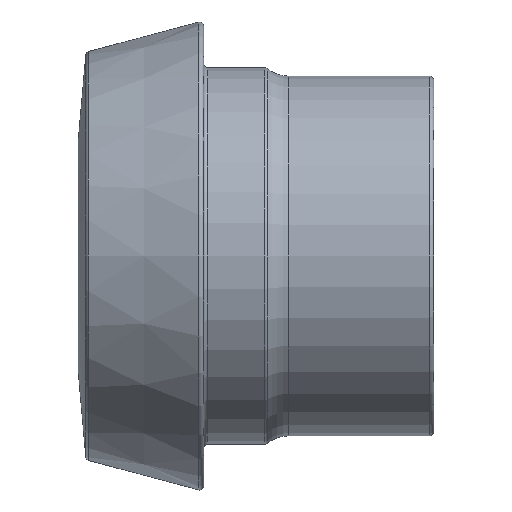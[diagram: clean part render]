
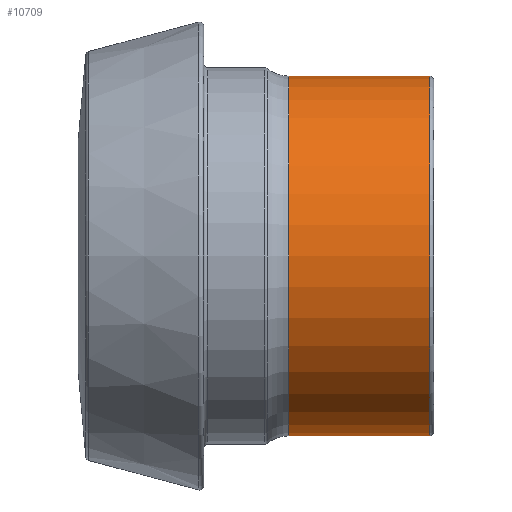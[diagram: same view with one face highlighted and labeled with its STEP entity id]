
A CAD part, front view. The second image highlights one B-rep face of the part: STEP entity #10709.
In plain terms, the highlighted cylindrical face has radius 8.6 mm (diameter 17.2 mm), a partial arc.
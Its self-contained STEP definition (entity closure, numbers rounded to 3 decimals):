
#204 = DIRECTION ( 'NONE',  ( 0., 0., 1. ) ) ;
#279 = CARTESIAN_POINT ( 'NONE',  ( 0., 0., 0. ) ) ;
#1020 = VERTEX_POINT ( 'NONE', #3343 ) ;
#1063 = EDGE_CURVE ( 'NONE', #4859, #8080, #1308, .T. ) ;
#1308 = LINE ( 'NONE', #11724, #7760 ) ;
#1674 = EDGE_CURVE ( 'NONE', #1020, #4859, #9725, .T. ) ;
#1903 = CARTESIAN_POINT ( 'NONE',  ( 16.8, 0., 8.6 ) ) ;
#1948 = DIRECTION ( 'NONE',  ( -1., 0., 0. ) ) ;
#2206 = FACE_OUTER_BOUND ( 'NONE', #2994, .T. ) ;
#2293 = CARTESIAN_POINT ( 'NONE',  ( 10.058, 0., 8.6 ) ) ;
#2994 = EDGE_LOOP ( 'NONE', ( #8905, #6941, #11625, #10276 ) ) ;
#3153 = EDGE_CURVE ( 'NONE', #4631, #8080, #4255, .T. ) ;
#3194 = AXIS2_PLACEMENT_3D ( 'NONE', #10064, #1948, #8369 ) ;
#3343 = CARTESIAN_POINT ( 'NONE',  ( 16.8, 0., -8.6 ) ) ;
#3570 = DIRECTION ( 'NONE',  ( -1., 0., 0. ) ) ;
#4082 = VECTOR ( 'NONE', #4258, 1000. ) ;
#4255 = CIRCLE ( 'NONE', #6114, 8.6 ) ;
#4258 = DIRECTION ( 'NONE',  ( -1., 0., 0. ) ) ;
#4631 = VERTEX_POINT ( 'NONE', #7033 ) ;
#4859 = VERTEX_POINT ( 'NONE', #1903 ) ;
#5971 = EDGE_CURVE ( 'NONE', #1020, #4631, #7083, .T. ) ;
#6076 = DIRECTION ( 'NONE',  ( 0., 0., 1. ) ) ;
#6114 = AXIS2_PLACEMENT_3D ( 'NONE', #10603, #11537, #6076 ) ;
#6664 = DIRECTION ( 'NONE',  ( -1., 0., 0. ) ) ;
#6941 = ORIENTED_EDGE ( 'NONE', *, *, #1674, .T. ) ;
#7033 = CARTESIAN_POINT ( 'NONE',  ( 10.058, 0., -8.6 ) ) ;
#7083 = LINE ( 'NONE', #8939, #4082 ) ;
#7760 = VECTOR ( 'NONE', #3570, 1000. ) ;
#8080 = VERTEX_POINT ( 'NONE', #2293 ) ;
#8369 = DIRECTION ( 'NONE',  ( 0., 0., 1. ) ) ;
#8844 = AXIS2_PLACEMENT_3D ( 'NONE', #279, #6664, #204 ) ;
#8905 = ORIENTED_EDGE ( 'NONE', *, *, #5971, .F. ) ;
#8939 = CARTESIAN_POINT ( 'NONE',  ( 0., 0., -8.6 ) ) ;
#9725 = CIRCLE ( 'NONE', #3194, 8.6 ) ;
#9793 = CYLINDRICAL_SURFACE ( 'NONE', #8844, 8.6 ) ;
#10064 = CARTESIAN_POINT ( 'NONE',  ( 16.8, 0., 0. ) ) ;
#10276 = ORIENTED_EDGE ( 'NONE', *, *, #3153, .F. ) ;
#10603 = CARTESIAN_POINT ( 'NONE',  ( 10.058, 0., 0. ) ) ;
#10709 = ADVANCED_FACE ( 'NONE', ( #2206 ), #9793, .T. ) ;
#11537 = DIRECTION ( 'NONE',  ( -1., 0., 0. ) ) ;
#11625 = ORIENTED_EDGE ( 'NONE', *, *, #1063, .T. ) ;
#11724 = CARTESIAN_POINT ( 'NONE',  ( 0., 0., 8.6 ) ) ;
